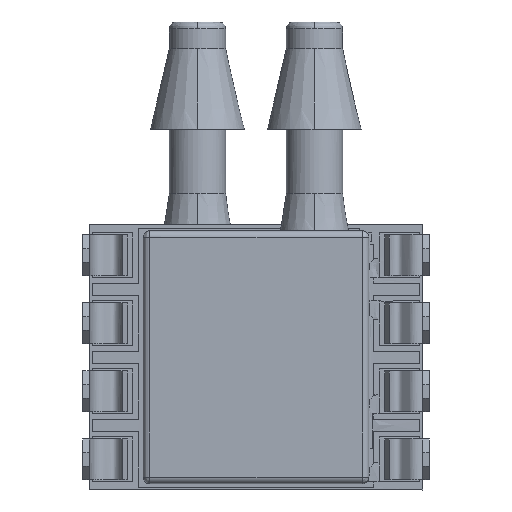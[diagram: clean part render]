
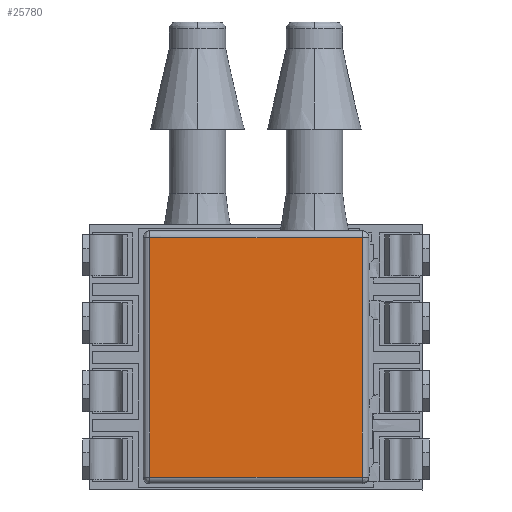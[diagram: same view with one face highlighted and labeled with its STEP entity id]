
A CAD part, front view. The second image highlights one B-rep face of the part: STEP entity #25780.
In plain terms, the highlighted planar face has unit normal (0, -1, 0).
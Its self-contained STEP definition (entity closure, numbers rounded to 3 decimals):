
#1168 = ORIENTED_EDGE ( 'NONE', *, *, #9959, .F. ) ;
#1498 = VECTOR ( 'NONE', #14185, 1000. ) ;
#3652 = EDGE_CURVE ( 'NONE', #28296, #25937, #25421, .T. ) ;
#3841 = CARTESIAN_POINT ( 'NONE',  ( 3.962, -3.596, 4.47 ) ) ;
#5745 = DIRECTION ( 'NONE',  ( 0., 0., 1. ) ) ;
#6235 = CARTESIAN_POINT ( 'NONE',  ( 0., -3.596, 0. ) ) ;
#6290 = CARTESIAN_POINT ( 'NONE',  ( -3.962, -3.596, 4.47 ) ) ;
#8155 = CARTESIAN_POINT ( 'NONE',  ( 0., -3.596, 4.47 ) ) ;
#9009 = LINE ( 'NONE', #28754, #1498 ) ;
#9959 = EDGE_CURVE ( 'NONE', #29243, #13654, #22954, .T. ) ;
#10323 = CARTESIAN_POINT ( 'NONE',  ( -3.962, -3.596, 0. ) ) ;
#11745 = ORIENTED_EDGE ( 'NONE', *, *, #3652, .F. ) ;
#13256 = VECTOR ( 'NONE', #27380, 1000. ) ;
#13654 = VERTEX_POINT ( 'NONE', #6290 ) ;
#14185 = DIRECTION ( 'NONE',  ( -1., 0., 0. ) ) ;
#15607 = LINE ( 'NONE', #8155, #24747 ) ;
#17373 = EDGE_CURVE ( 'NONE', #25937, #29243, #9009, .T. ) ;
#17687 = EDGE_CURVE ( 'NONE', #13654, #28296, #15607, .T. ) ;
#17782 = DIRECTION ( 'NONE',  ( 0., 0., 1. ) ) ;
#18340 = CARTESIAN_POINT ( 'NONE',  ( -3.962, -3.596, -4.471 ) ) ;
#19576 = EDGE_LOOP ( 'NONE', ( #1168, #22230, #11745, #21196 ) ) ;
#20099 = AXIS2_PLACEMENT_3D ( 'NONE', #6235, #30345, #5745 ) ;
#21196 = ORIENTED_EDGE ( 'NONE', *, *, #17687, .F. ) ;
#22230 = ORIENTED_EDGE ( 'NONE', *, *, #17373, .F. ) ;
#22528 = CARTESIAN_POINT ( 'NONE',  ( 3.962, -3.596, 0. ) ) ;
#22736 = DIRECTION ( 'NONE',  ( 1., 0., 0. ) ) ;
#22954 = LINE ( 'NONE', #10323, #25770 ) ;
#23228 = FACE_OUTER_BOUND ( 'NONE', #19576, .T. ) ;
#23719 = CARTESIAN_POINT ( 'NONE',  ( 3.962, -3.596, -4.471 ) ) ;
#24747 = VECTOR ( 'NONE', #22736, 1000. ) ;
#25421 = LINE ( 'NONE', #22528, #13256 ) ;
#25770 = VECTOR ( 'NONE', #17782, 1000. ) ;
#25780 = ADVANCED_FACE ( 'NONE', ( #23228 ), #28417, .F. ) ;
#25937 = VERTEX_POINT ( 'NONE', #23719 ) ;
#27380 = DIRECTION ( 'NONE',  ( 0., 0., -1. ) ) ;
#28296 = VERTEX_POINT ( 'NONE', #3841 ) ;
#28417 = PLANE ( 'NONE',  #20099 ) ;
#28754 = CARTESIAN_POINT ( 'NONE',  ( 0., -3.596, -4.471 ) ) ;
#29243 = VERTEX_POINT ( 'NONE', #18340 ) ;
#30345 = DIRECTION ( 'NONE',  ( 0., 1., 0. ) ) ;
